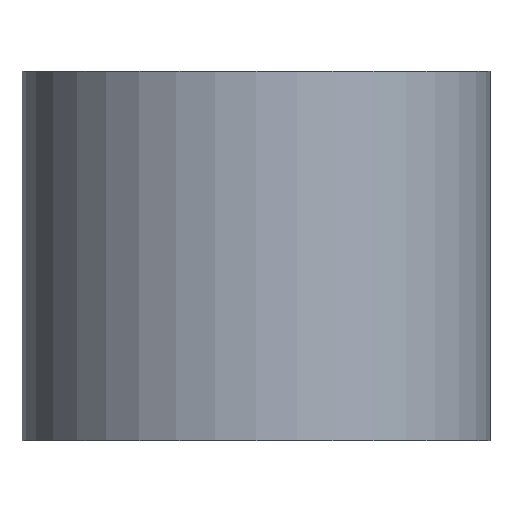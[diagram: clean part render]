
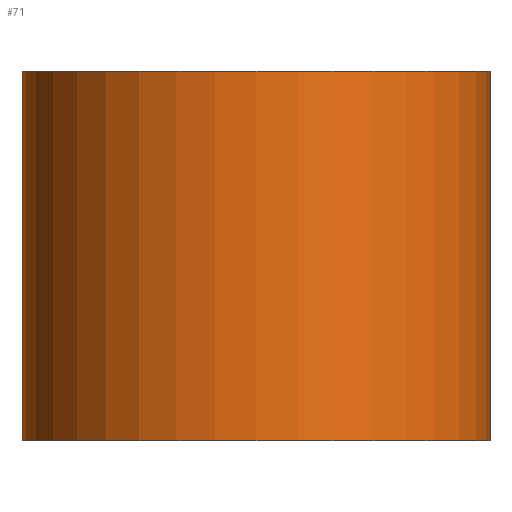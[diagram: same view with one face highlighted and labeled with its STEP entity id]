
A CAD part, front view. The second image highlights one B-rep face of the part: STEP entity #71.
In plain terms, the highlighted cylindrical face has radius 4.5 mm (diameter 9 mm), a full revolution.
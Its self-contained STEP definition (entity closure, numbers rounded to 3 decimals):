
#32 = EDGE_CURVE('',#33,#33,#35,.T.);
#33 = VERTEX_POINT('',#34);
#34 = CARTESIAN_POINT('',(-3.08,-28.79,5.7));
#35 = CIRCLE('',#36,4.5);
#36 = AXIS2_PLACEMENT_3D('',#37,#38,#39);
#37 = CARTESIAN_POINT('',(-7.58,-28.79,5.7));
#38 = DIRECTION('',(0.,0.,1.));
#39 = DIRECTION('',(1.,0.,0.));
#71 = ADVANCED_FACE('',(#72),#90,.T.);
#72 = FACE_BOUND('',#73,.T.);
#73 = EDGE_LOOP('',(#74,#75,#82,#89));
#74 = ORIENTED_EDGE('',*,*,#32,.F.);
#75 = ORIENTED_EDGE('',*,*,#76,.F.);
#76 = EDGE_CURVE('',#77,#33,#79,.T.);
#77 = VERTEX_POINT('',#78);
#78 = CARTESIAN_POINT('',(-3.08,-28.79,-1.4));
#79 = B_SPLINE_CURVE_WITH_KNOTS('',1,(#80,#81),.UNSPECIFIED.,.F.,.F.,(2,
    2),(-1.4,5.7),.PIECEWISE_BEZIER_KNOTS.);
#80 = CARTESIAN_POINT('',(-3.08,-28.79,-1.4));
#81 = CARTESIAN_POINT('',(-3.08,-28.79,5.7));
#82 = ORIENTED_EDGE('',*,*,#83,.T.);
#83 = EDGE_CURVE('',#77,#77,#84,.T.);
#84 = CIRCLE('',#85,4.5);
#85 = AXIS2_PLACEMENT_3D('',#86,#87,#88);
#86 = CARTESIAN_POINT('',(-7.58,-28.79,-1.4));
#87 = DIRECTION('',(0.,0.,1.));
#88 = DIRECTION('',(1.,0.,0.));
#89 = ORIENTED_EDGE('',*,*,#76,.T.);
#90 = CYLINDRICAL_SURFACE('',#91,4.5);
#91 = AXIS2_PLACEMENT_3D('',#92,#93,#94);
#92 = CARTESIAN_POINT('',(-7.58,-28.79,0.));
#93 = DIRECTION('',(0.,0.,1.));
#94 = DIRECTION('',(1.,0.,0.));
